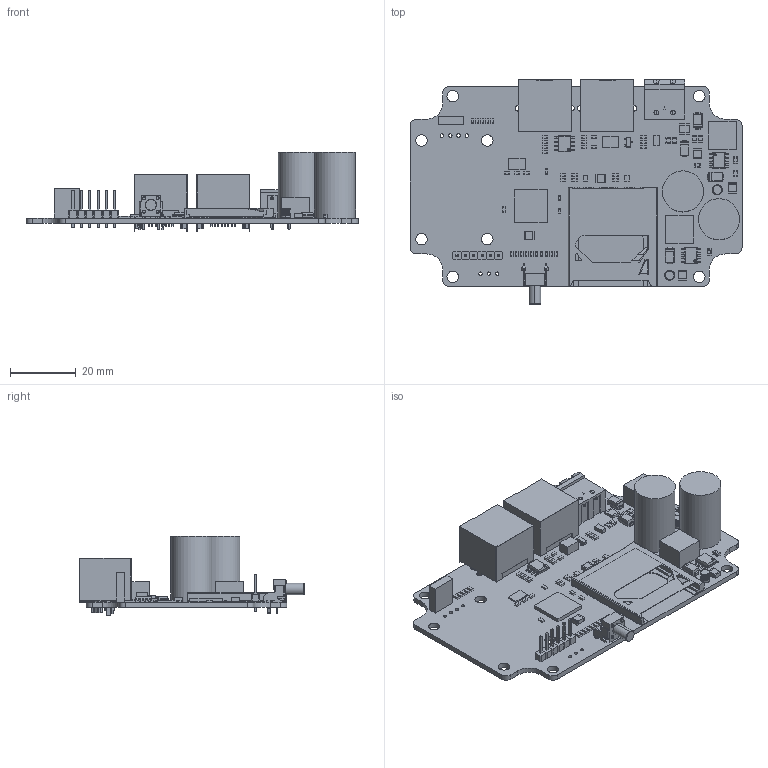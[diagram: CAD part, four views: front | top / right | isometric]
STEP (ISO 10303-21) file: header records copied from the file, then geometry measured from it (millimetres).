
FILE_DESCRIPTION(('Open CASCADE Model'),'2;1');
FILE_NAME('Open CASCADE Shape Model','2019-06-06T19:59:44',('Author'),( 'Open CASCADE'),'Open CASCADE STEP processor 6.8','Open CASCADE 6.8' ,'Unknown');
FILE_SCHEMA(('AUTOMOTIVE_DESIGN { 1 0 10303 214 1 1 1 1 }'));
Length unit declared in the file: millimetre
Products named in the file (134): PCB; Board; Open CASCADE STEP translator 6.8 1.1.1; U6; 6095379232; Extruded; R14; 6095378992; 6095378592; D4; User_Library-DO-214AC_SMA; D3; R24; F1; 6095378352; 6095378112; C17; 6095377712; 6095379632; U4; 6095689248; P5; c-1-406541-5-m1-3d; P4; L3; 6095388112; L2; User_Library-SDR0302; User_Library-SDR0302_BODY_BOT; User_Library-SDR0302_BODY_MID; User_Library-SDR0302_BODY_TOP; User_Library-SDR0302_LEADS; User_Library-SDR0302_COIL; User_Library-SDR0302_COIL_BASE; User_Library-SDR0302_COIL-END; L1; Y1; 6095090480; U7; SOIC-8 ...
Assembly tree (271 placements, depth 5):
  PCB
    Board
      Open CASCADE STEP translator 6.8 1.1.1
    U6
      6095379232
        Extruded
    R14
      6095378992  x2
        Extruded
      6095378592
        Extruded
    D4
      User_Library-DO-214AC_SMA
    D3
      User_Library-DO-214AC_SMA
    R24
      6095378592
        Extruded
      6095378992  x2
        Extruded
    F1
      6095378352
        Extruded
      6095378112  x2
        Extruded
    C17
      6095377712  x2
        Extruded
      6095379632
        Extruded
    U4
      6095689248
        Extruded
    P5
      c-1-406541-5-m1-3d
    P4
      c-1-406541-5-m1-3d
    L3
      6095388112
        Extruded
    L2
      User_Library-SDR0302
        User_Library-SDR0302_BODY_BOT
        User_Library-SDR0302_BODY_MID
        User_Library-SDR0302_BODY_TOP
        User_Library-SDR0302_LEADS
        User_Library-SDR0302_COIL
          User_Library-SDR0302_COIL_BASE
          User_Library-SDR0302_COIL-END  x2
    L1
      User_Library-SDR0302
        User_Library-SDR0302_BODY_BOT
        User_Library-SDR0302_BODY_MID
        User_Library-SDR0302_BODY_TOP
        User_Library-SDR0302_LEADS
        User_Library-SDR0302_COIL
          User_Library-SDR0302_COIL_BASE
          User_Library-SDR0302_COIL-END  x2
    Y1
      6095090480
Bounding box: 101 x 68.36 x 24.12 mm (x, y, z)
Volume: 21665.6 mm3; surface area: 26144.9 mm2
Topology: 189 solids, 189 shells, 3487 faces, 8517 edges, 5373 vertices
Faces by surface type: plane 2703, cylinder 606, sphere 86, bspline 68, cone 14, torus 10
Full cylindrical faces by diameter (mm): 1 x34, 1.1 x4, 1.3 x2, 1.4 x2, 1.7 x4, 3.5 x12, 12.5 x2
Entity records: 64935 total; most frequent: CARTESIAN_POINT 15422, DIRECTION 8682, ORIENTED_EDGE 8462, EDGE_CURVE 4231, LINE 3430, VECTOR 3430, VERTEX_POINT 2699, AXIS2_PLACEMENT_3D 2626
